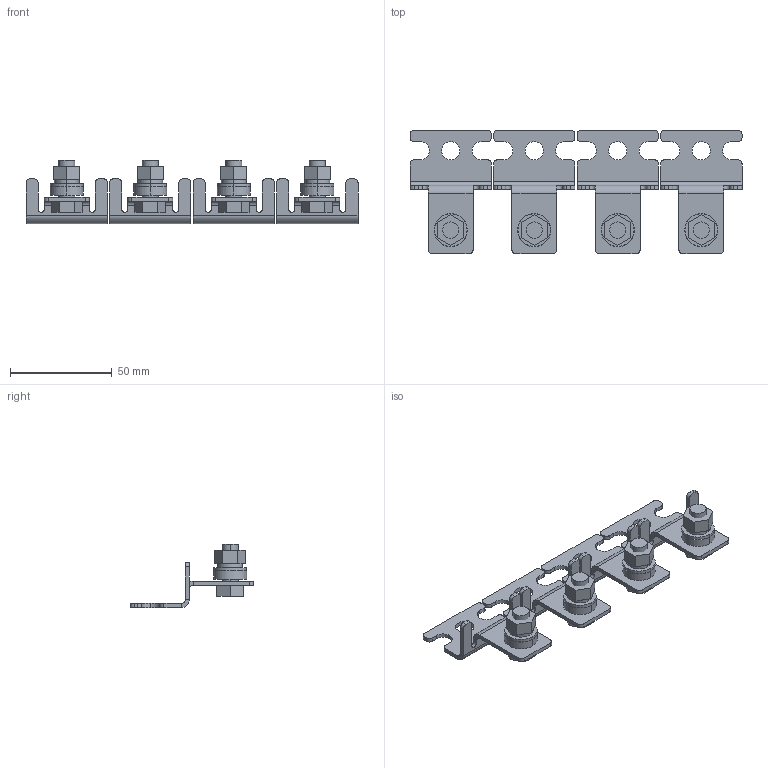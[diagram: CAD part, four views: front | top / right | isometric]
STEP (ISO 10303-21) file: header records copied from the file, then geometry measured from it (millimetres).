
FILE_DESCRIPTION (( 'STEP AP203' ), '1' );
FILE_NAME ('U8014404010 Êîìïëåêò íàñòåííîãî êðåïëåíèÿ UC2_UC2M (4øò) (000.801.046).STEP', '2022-04-28T13:46:51', ( '' ), ( '' ), 'SwSTEP 2.0', 'SolidWorks 2017', '' );
FILE_SCHEMA (( 'CONFIG_CONTROL_DESIGN' ));
Length unit declared in the file: millimetre
Products named in the file (7): 鍔錓_7798_M8x20; 嵑殧趌11371_8; U8014404010 Êîìïëåêò íàñòåííîãî êðåïëåíèÿ UC2_UC2M (4øò) (000.801.046); 嵑殧趌6402_8; 037-37 砎閷麠縺_00; 蹴濋趌5915_M8; Øàéáà íåéëîí Ø028_Œ8
Assembly tree (24 placements, depth 2):
  U8014404010 Êîìïëåêò íàñòåííîãî êðåïëåíèÿ UC2_UC2M (4øò) (000.801.046)
    037-37 砎閷麠縺_00  x4
    鍔錓_7798_M8x20  x4
    Øàéáà íåéëîí Ø028_Œ8  x4
    嵑殧趌11371_8  x4
    嵑殧趌6402_8  x4
    蹴濋趌5915_M8  x4
Bounding box: 163 x 60.54 x 31 mm (x, y, z)
Volume: 29092.6 mm3; surface area: 30982.9 mm2
Topology: 24 solids, 24 shells, 408 faces, 972 edges, 616 vertices
Faces by surface type: plane 212, cylinder 164, cone 32
Entity records: 4286 total; most frequent: DIRECTION 591, CARTESIAN_POINT 526, ORIENTED_EDGE 486, EDGE_CURVE 243, AXIS2_PLACEMENT_3D 219, VERTEX_POINT 154, VECTOR 153, LINE 153
